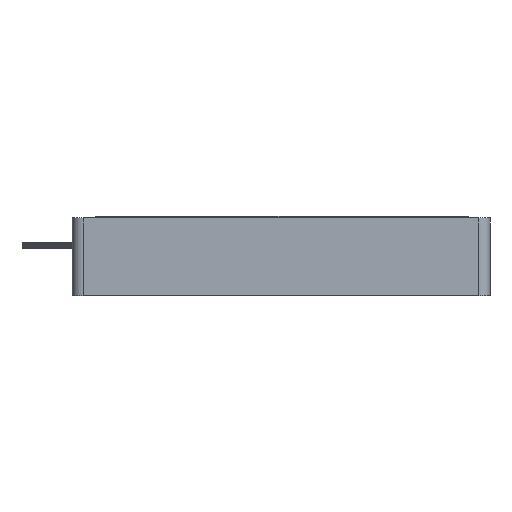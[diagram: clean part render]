
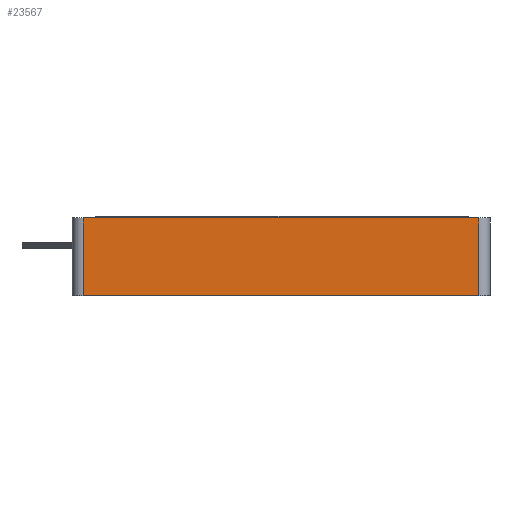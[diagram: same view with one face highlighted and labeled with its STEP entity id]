
A CAD part, front view. The second image highlights one B-rep face of the part: STEP entity #23567.
In plain terms, the highlighted planar face has unit normal (0, -1, 0).
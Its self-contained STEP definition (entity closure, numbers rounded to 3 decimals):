
#944=PLANE('',#25223);
#1875=FACE_OUTER_BOUND('',#3149,.T.);
#3149=EDGE_LOOP('',(#16582,#16583,#16584,#16585));
#4707=LINE('',#33997,#7423);
#4712=LINE('',#34014,#7428);
#4724=LINE('',#34044,#7440);
#4754=LINE('',#34140,#7470);
#7423=VECTOR('',#27212,10.);
#7428=VECTOR('',#27227,10.);
#7440=VECTOR('',#27255,10.);
#7470=VECTOR('',#27361,10.);
#10838=VERTEX_POINT('',#33994);
#10839=VERTEX_POINT('',#33996);
#10846=VERTEX_POINT('',#34012);
#10856=VERTEX_POINT('',#34042);
#13043=EDGE_CURVE('',#10838,#10839,#4707,.T.);
#13052=EDGE_CURVE('',#10846,#10838,#4712,.T.);
#13067=EDGE_CURVE('',#10856,#10846,#4724,.T.);
#13113=EDGE_CURVE('',#10856,#10839,#4754,.T.);
#16582=ORIENTED_EDGE('',*,*,#13043,.F.);
#16583=ORIENTED_EDGE('',*,*,#13052,.F.);
#16584=ORIENTED_EDGE('',*,*,#13067,.F.);
#16585=ORIENTED_EDGE('',*,*,#13113,.T.);
#23567=ADVANCED_FACE('',(#1875),#944,.T.);
#25223=AXIS2_PLACEMENT_3D('',#34139,#27359,#27360);
#27212=DIRECTION('',(0.,0.,-1.));
#27227=DIRECTION('',(1.,0.,0.));
#27255=DIRECTION('',(0.,0.,1.));
#27359=DIRECTION('center_axis',(0.,-1.,0.));
#27360=DIRECTION('ref_axis',(1.,0.,0.));
#27361=DIRECTION('',(1.,0.,0.));
#33994=CARTESIAN_POINT('',(98.737,-9.,20.6));
#33996=CARTESIAN_POINT('',(98.737,-9.,0.));
#33997=CARTESIAN_POINT('',(98.737,-9.,0.));
#34012=CARTESIAN_POINT('',(-6.263,-9.,20.6));
#34014=CARTESIAN_POINT('',(-9.263,-9.,20.6));
#34042=CARTESIAN_POINT('',(-6.263,-9.,0.));
#34044=CARTESIAN_POINT('',(-6.263,-9.,0.));
#34139=CARTESIAN_POINT('Origin',(-9.263,-9.,0.));
#34140=CARTESIAN_POINT('',(-9.263,-9.,0.));
